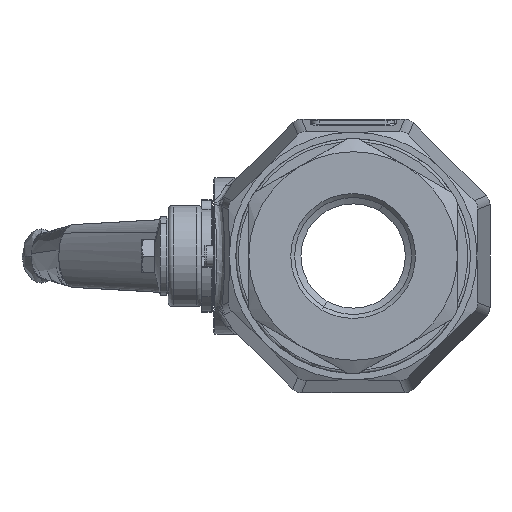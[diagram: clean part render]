
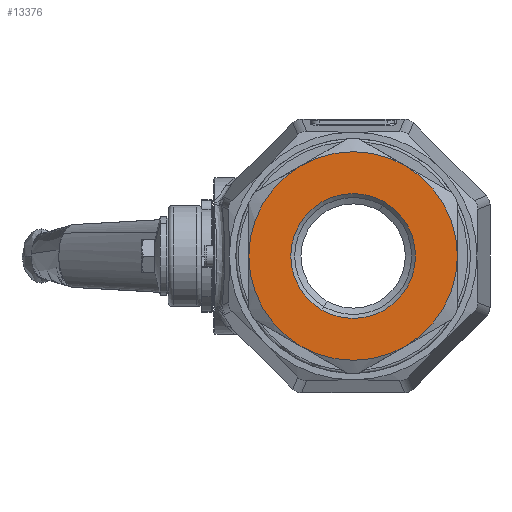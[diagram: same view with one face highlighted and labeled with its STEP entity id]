
A CAD part, left-side view. The second image highlights one B-rep face of the part: STEP entity #13376.
In plain terms, the highlighted planar face has unit normal (-1, 0, 0).
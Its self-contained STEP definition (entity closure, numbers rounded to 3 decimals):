
#42 = CARTESIAN_POINT ( 'NONE',  ( -65.5, -11.963, 20.721 ) ) ;
#785 = DIRECTION ( 'NONE',  ( 0., 0.5, -0.866 ) ) ;
#799 = DIRECTION ( 'NONE',  ( -1., 0., 0. ) ) ;
#802 = CARTESIAN_POINT ( 'NONE',  ( -65.5, 0., 0. ) ) ;
#824 = EDGE_CURVE ( 'NONE', #10757, #1835, #974, .T. ) ;
#974 = CIRCLE ( 'NONE', #14022, 23.927 ) ;
#1076 = EDGE_CURVE ( 'NONE', #14001, #11889, #4844, .T. ) ;
#1380 = DIRECTION ( 'NONE',  ( 0., -0.5, 0.866 ) ) ;
#1395 = DIRECTION ( 'NONE',  ( 1., 0., 0. ) ) ;
#1409 = CARTESIAN_POINT ( 'NONE',  ( -65.5, 0., 0. ) ) ;
#1484 = AXIS2_PLACEMENT_3D ( 'NONE', #2761, #10370, #3865 ) ;
#1835 = VERTEX_POINT ( 'NONE', #2775 ) ;
#1978 = CIRCLE ( 'NONE', #5426, 23.927 ) ;
#2761 = CARTESIAN_POINT ( 'NONE',  ( -65.5, 0., 0. ) ) ;
#2775 = CARTESIAN_POINT ( 'NONE',  ( -65.5, 11.963, -20.721 ) ) ;
#2973 = FACE_OUTER_BOUND ( 'NONE', #5880, .T. ) ;
#3352 = DIRECTION ( 'NONE',  ( 0., 0.5, -0.866 ) ) ;
#3382 = DIRECTION ( 'NONE',  ( -1., 0., 0. ) ) ;
#3397 = CARTESIAN_POINT ( 'NONE',  ( -65.5, 0., 0. ) ) ;
#3865 = DIRECTION ( 'NONE',  ( 0., -0.5, 0.866 ) ) ;
#4744 = ORIENTED_EDGE ( 'NONE', *, *, #12636, .F. ) ;
#4844 = CIRCLE ( 'NONE', #12718, 39.999 ) ;
#4970 = PLANE ( 'NONE',  #1484 ) ;
#5426 = AXIS2_PLACEMENT_3D ( 'NONE', #802, #799, #785 ) ;
#5553 = ORIENTED_EDGE ( 'NONE', *, *, #12413, .F. ) ;
#5880 = EDGE_LOOP ( 'NONE', ( #9931, #5553 ) ) ;
#7635 = CARTESIAN_POINT ( 'NONE',  ( -65.5, 19.999, -34.64 ) ) ;
#9048 = AXIS2_PLACEMENT_3D ( 'NONE', #1409, #1395, #1380 ) ;
#9931 = ORIENTED_EDGE ( 'NONE', *, *, #1076, .F. ) ;
#10370 = DIRECTION ( 'NONE',  ( 1., 0., 0. ) ) ;
#10757 = VERTEX_POINT ( 'NONE', #42 ) ;
#11044 = ORIENTED_EDGE ( 'NONE', *, *, #824, .F. ) ;
#11111 = CARTESIAN_POINT ( 'NONE',  ( -65.5, -19.999, 34.64 ) ) ;
#11593 = EDGE_LOOP ( 'NONE', ( #4744, #11044 ) ) ;
#11889 = VERTEX_POINT ( 'NONE', #7635 ) ;
#12413 = EDGE_CURVE ( 'NONE', #11889, #14001, #13231, .T. ) ;
#12636 = EDGE_CURVE ( 'NONE', #1835, #10757, #1978, .T. ) ;
#12718 = AXIS2_PLACEMENT_3D ( 'NONE', #13662, #13641, #13624 ) ;
#13231 = CIRCLE ( 'NONE', #9048, 39.999 ) ;
#13376 = ADVANCED_FACE ( 'NONE', ( #2973, #14211 ), #4970, .F. ) ;
#13624 = DIRECTION ( 'NONE',  ( 0., -0.5, 0.866 ) ) ;
#13641 = DIRECTION ( 'NONE',  ( 1., 0., 0. ) ) ;
#13662 = CARTESIAN_POINT ( 'NONE',  ( -65.5, 0., 0. ) ) ;
#14001 = VERTEX_POINT ( 'NONE', #11111 ) ;
#14022 = AXIS2_PLACEMENT_3D ( 'NONE', #3397, #3382, #3352 ) ;
#14211 = FACE_BOUND ( 'NONE', #11593, .T. ) ;
